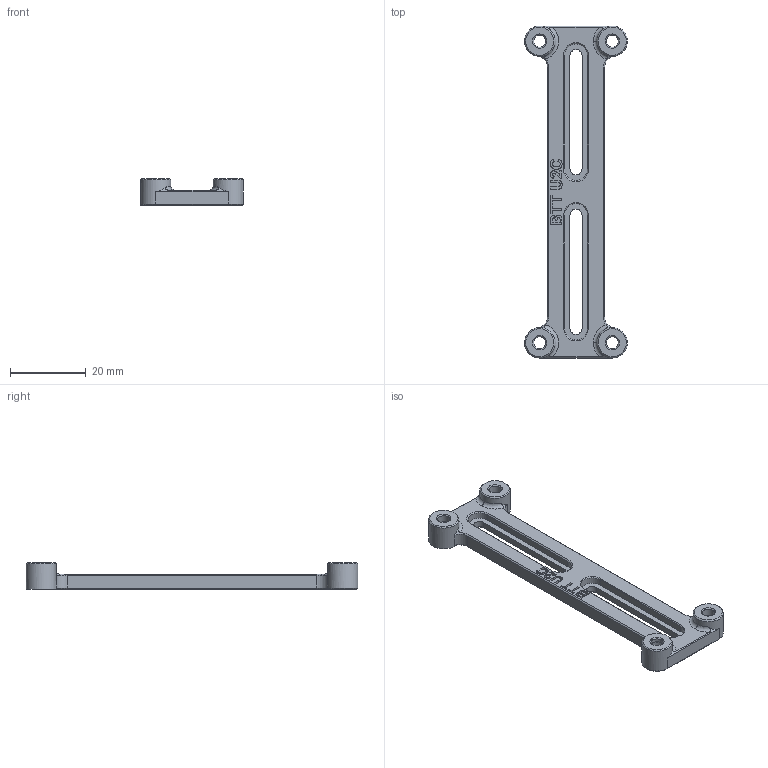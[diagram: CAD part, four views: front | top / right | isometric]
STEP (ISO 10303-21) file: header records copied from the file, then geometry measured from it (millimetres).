
FILE_DESCRIPTION(('HOOPS Exchange Step'),'2;1');
FILE_NAME('temp_export','2025-08-06T23:35:40+08:00',('hafiz'),('Shapr3D Limited'),'HOOPS Exchange 2025.5','Shapr3D','Authorized');
FILE_SCHEMA( ('AP242_MANAGED_MODEL_BASED_3D_ENGINEERING_MIM_LF {1 0 10303 442 1 1 4}') );
Length unit declared in the file: millimetre
Products named in the file (1): root
Bounding box: 27.1 x 87.41 x 7 mm (x, y, z)
Volume: 4848.2 mm3; surface area: 4577.9 mm2
Topology: 1 solids, 1 shells, 185 faces, 490 edges, 317 vertices
Faces by surface type: plane 81, bspline 40, cone 34, cylinder 24, torus 6
Full cylindrical faces by diameter (mm): 3.2 x4, 4.7 x4, 8 x4
Entity records: 6577 total; most frequent: CARTESIAN_POINT 2126, ORIENTED_EDGE 980, DIRECTION 811, EDGE_CURVE 490, VERTEX_POINT 317, VECTOR 275, LINE 275, AXIS2_PLACEMENT_3D 268
